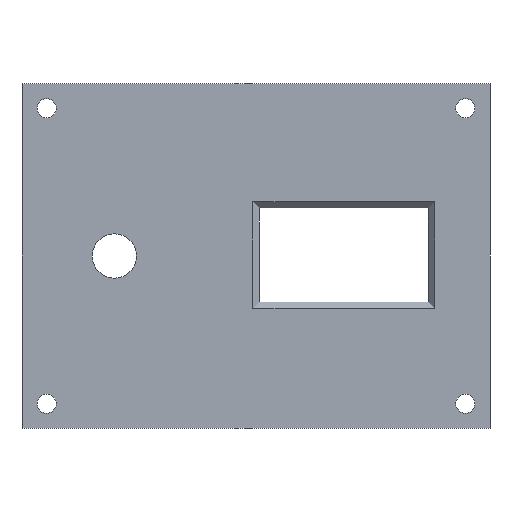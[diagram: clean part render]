
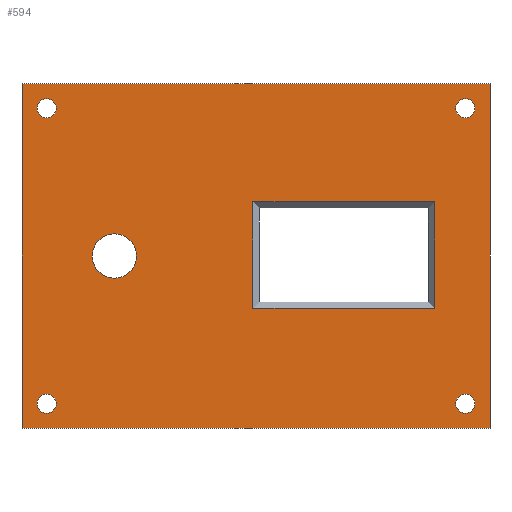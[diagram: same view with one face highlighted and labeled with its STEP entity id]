
A CAD part, front view. The second image highlights one B-rep face of the part: STEP entity #594.
In plain terms, the highlighted planar face has unit normal (0, -1, 0).
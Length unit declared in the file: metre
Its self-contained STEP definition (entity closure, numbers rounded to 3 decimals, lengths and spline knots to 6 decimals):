
#46=LINE('',#944,#92);
#49=LINE('',#950,#95);
#51=LINE('',#954,#97);
#54=LINE('',#960,#100);
#55=LINE('',#965,#101);
#56=LINE('',#968,#102);
#57=LINE('',#970,#103);
#58=LINE('',#972,#104);
#92=VECTOR('',#754,1.);
#95=VECTOR('',#759,1.);
#97=VECTOR('',#763,1.);
#100=VECTOR('',#770,1.);
#101=VECTOR('',#777,1.);
#102=VECTOR('',#778,1.);
#103=VECTOR('',#779,1.);
#104=VECTOR('',#780,1.);
#176=ORIENTED_EDGE('',*,*,#301,.T.);
#177=ORIENTED_EDGE('',*,*,#302,.T.);
#178=ORIENTED_EDGE('',*,*,#303,.T.);
#179=ORIENTED_EDGE('',*,*,#304,.T.);
#180=ORIENTED_EDGE('',*,*,#305,.T.);
#181=ORIENTED_EDGE('',*,*,#306,.T.);
#182=ORIENTED_EDGE('',*,*,#307,.T.);
#183=ORIENTED_EDGE('',*,*,#308,.T.);
#184=ORIENTED_EDGE('',*,*,#291,.T.);
#185=ORIENTED_EDGE('',*,*,#294,.T.);
#186=ORIENTED_EDGE('',*,*,#296,.F.);
#187=ORIENTED_EDGE('',*,*,#299,.F.);
#188=ORIENTED_EDGE('',*,*,#300,.F.);
#291=EDGE_CURVE('',#358,#359,#46,.T.);
#294=EDGE_CURVE('',#359,#360,#49,.T.);
#296=EDGE_CURVE('',#361,#360,#51,.T.);
#299=EDGE_CURVE('',#358,#361,#54,.T.);
#300=EDGE_CURVE('',#362,#362,#396,.T.);
#301=EDGE_CURVE('',#363,#364,#55,.T.);
#302=EDGE_CURVE('',#364,#365,#56,.T.);
#303=EDGE_CURVE('',#365,#366,#57,.T.);
#304=EDGE_CURVE('',#366,#363,#58,.T.);
#305=EDGE_CURVE('',#367,#367,#397,.T.);
#306=EDGE_CURVE('',#368,#368,#398,.T.);
#307=EDGE_CURVE('',#369,#369,#399,.T.);
#308=EDGE_CURVE('',#370,#370,#400,.T.);
#358=VERTEX_POINT('',#945);
#359=VERTEX_POINT('',#946);
#360=VERTEX_POINT('',#951);
#361=VERTEX_POINT('',#955);
#362=VERTEX_POINT('',#963);
#363=VERTEX_POINT('',#966);
#364=VERTEX_POINT('',#967);
#365=VERTEX_POINT('',#969);
#366=VERTEX_POINT('',#971);
#367=VERTEX_POINT('',#974);
#368=VERTEX_POINT('',#976);
#369=VERTEX_POINT('',#978);
#370=VERTEX_POINT('',#980);
#396=CIRCLE('',#656,0.0036);
#397=CIRCLE('',#658,0.00155);
#398=CIRCLE('',#659,0.00155);
#399=CIRCLE('',#660,0.00155);
#400=CIRCLE('',#661,0.00155);
#433=EDGE_LOOP('',(#176,#177,#178,#179));
#434=EDGE_LOOP('',(#180));
#435=EDGE_LOOP('',(#181));
#436=EDGE_LOOP('',(#182));
#437=EDGE_LOOP('',(#183));
#438=EDGE_LOOP('',(#184,#185,#186,#187));
#439=EDGE_LOOP('',(#188));
#505=FACE_BOUND('',#433,.T.);
#506=FACE_BOUND('',#434,.T.);
#507=FACE_BOUND('',#435,.T.);
#508=FACE_BOUND('',#436,.T.);
#509=FACE_BOUND('',#437,.T.);
#510=FACE_BOUND('',#438,.T.);
#511=FACE_BOUND('',#439,.T.);
#566=PLANE('',#657);
#594=ADVANCED_FACE('',(#505,#506,#507,#508,#509,#510,#511),#566,.T.);
#656=AXIS2_PLACEMENT_3D('',#962,#773,#774);
#657=AXIS2_PLACEMENT_3D('',#964,#775,#776);
#658=AXIS2_PLACEMENT_3D('',#973,#781,#782);
#659=AXIS2_PLACEMENT_3D('',#975,#783,#784);
#660=AXIS2_PLACEMENT_3D('',#977,#785,#786);
#661=AXIS2_PLACEMENT_3D('',#979,#787,#788);
#754=DIRECTION('',(0.,0.,-1.));
#759=DIRECTION('',(1.,0.,0.));
#763=DIRECTION('',(0.,0.,-1.));
#770=DIRECTION('',(1.,0.,0.));
#773=DIRECTION('',(0.,-1.,0.));
#774=DIRECTION('',(0.,0.,-1.));
#775=DIRECTION('',(0.,-1.,0.));
#776=DIRECTION('',(1.,0.,0.));
#777=DIRECTION('',(0.,0.,-1.));
#778=DIRECTION('',(-1.,0.,0.));
#779=DIRECTION('',(0.,0.,1.));
#780=DIRECTION('',(1.,0.,0.));
#781=DIRECTION('',(0.,1.,0.));
#782=DIRECTION('',(0.,0.,1.));
#783=DIRECTION('',(0.,1.,0.));
#784=DIRECTION('',(0.,0.,1.));
#785=DIRECTION('',(0.,1.,0.));
#786=DIRECTION('',(0.,0.,1.));
#787=DIRECTION('',(0.,1.,0.));
#788=DIRECTION('',(0.,0.,1.));
#944=CARTESIAN_POINT('',(-0.011,0.,-0.023));
#945=CARTESIAN_POINT('',(-0.011,0.,0.031));
#946=CARTESIAN_POINT('',(-0.011,0.,-0.025));
#950=CARTESIAN_POINT('',(-0.009,0.,-0.025));
#951=CARTESIAN_POINT('',(0.065,0.,-0.025));
#954=CARTESIAN_POINT('',(0.065,0.,-0.023));
#955=CARTESIAN_POINT('',(0.065,0.,0.031));
#960=CARTESIAN_POINT('',(-0.009,0.,0.031));
#962=CARTESIAN_POINT('',(0.004,0.,0.003));
#963=CARTESIAN_POINT('',(0.004,0.,-0.0006));
#964=CARTESIAN_POINT('',(0.027,0.,0.003));
#965=CARTESIAN_POINT('',(0.056,0.,-0.0045));
#966=CARTESIAN_POINT('',(0.056,0.,0.0118));
#967=CARTESIAN_POINT('',(0.056,0.,-0.0055));
#968=CARTESIAN_POINT('',(0.027,0.,-0.0055));
#969=CARTESIAN_POINT('',(0.0265,0.,-0.0055));
#970=CARTESIAN_POINT('',(0.0265,0.,0.003));
#971=CARTESIAN_POINT('',(0.0265,0.,0.0118));
#972=CARTESIAN_POINT('',(0.055,0.,0.0118));
#973=CARTESIAN_POINT('',(0.061,0.,0.027));
#974=CARTESIAN_POINT('',(0.061,0.,0.02855));
#975=CARTESIAN_POINT('',(0.061,0.,-0.021));
#976=CARTESIAN_POINT('',(0.061,0.,-0.01945));
#977=CARTESIAN_POINT('',(-0.007,0.,-0.021));
#978=CARTESIAN_POINT('',(-0.007,0.,-0.01945));
#979=CARTESIAN_POINT('',(-0.007,0.,0.027));
#980=CARTESIAN_POINT('',(-0.007,0.,0.02855));
